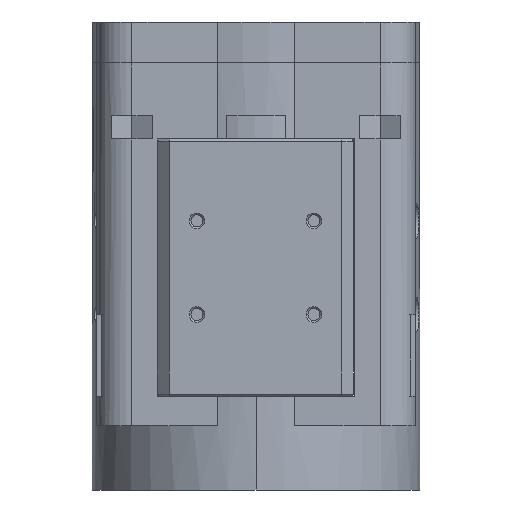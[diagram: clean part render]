
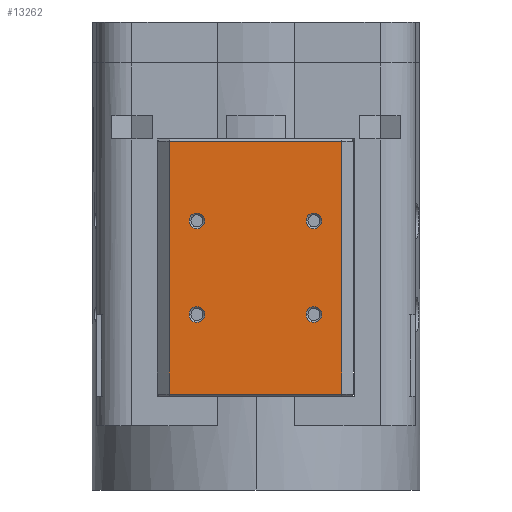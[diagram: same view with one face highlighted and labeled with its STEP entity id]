
A CAD part, front view. The second image highlights one B-rep face of the part: STEP entity #13262.
In plain terms, the highlighted planar face has unit normal (0, -1, 0).
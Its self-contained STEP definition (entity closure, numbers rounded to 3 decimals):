
#8395=DIRECTION('',(1.,0.,0.));
#8396=VECTOR('',#8395,29.5);
#8397=CARTESIAN_POINT('',(-14.75,-44.75,-21.6));
#8398=LINE('',#8397,#8396);
#8403=DIRECTION('',(0.,0.,1.));
#8404=VECTOR('',#8403,43.2);
#8405=CARTESIAN_POINT('',(-14.75,-44.75,-21.6));
#8406=LINE('',#8405,#8404);
#8407=CARTESIAN_POINT('',(-10.,-44.75,8.));
#8408=DIRECTION('',(0.,-1.,0.));
#8409=DIRECTION('',(-1.,0.,0.));
#8410=AXIS2_PLACEMENT_3D('',#8407,#8408,#8409);
#8412=CARTESIAN_POINT('',(-10.,-44.75,8.));
#8413=DIRECTION('',(0.,-1.,0.));
#8414=DIRECTION('',(1.,0.,0.));
#8415=AXIS2_PLACEMENT_3D('',#8412,#8413,#8414);
#8417=CARTESIAN_POINT('',(10.,-44.75,-8.));
#8418=DIRECTION('',(0.,-1.,0.));
#8419=DIRECTION('',(-1.,0.,0.));
#8420=AXIS2_PLACEMENT_3D('',#8417,#8418,#8419);
#8422=CARTESIAN_POINT('',(10.,-44.75,-8.));
#8423=DIRECTION('',(0.,-1.,0.));
#8424=DIRECTION('',(1.,0.,0.));
#8425=AXIS2_PLACEMENT_3D('',#8422,#8423,#8424);
#8427=CARTESIAN_POINT('',(-10.,-44.75,-8.));
#8428=DIRECTION('',(0.,-1.,0.));
#8429=DIRECTION('',(-1.,0.,0.));
#8430=AXIS2_PLACEMENT_3D('',#8427,#8428,#8429);
#8432=CARTESIAN_POINT('',(-10.,-44.75,-8.));
#8433=DIRECTION('',(0.,-1.,0.));
#8434=DIRECTION('',(1.,0.,0.));
#8435=AXIS2_PLACEMENT_3D('',#8432,#8433,#8434);
#8437=CARTESIAN_POINT('',(10.,-44.75,8.));
#8438=DIRECTION('',(0.,-1.,0.));
#8439=DIRECTION('',(-1.,0.,0.));
#8440=AXIS2_PLACEMENT_3D('',#8437,#8438,#8439);
#8442=CARTESIAN_POINT('',(10.,-44.75,8.));
#8443=DIRECTION('',(0.,-1.,0.));
#8444=DIRECTION('',(1.,0.,0.));
#8445=AXIS2_PLACEMENT_3D('',#8442,#8443,#8444);
#8447=DIRECTION('',(-1.,0.,0.));
#8448=VECTOR('',#8447,29.5);
#8449=CARTESIAN_POINT('',(14.75,-44.75,21.6));
#8450=LINE('',#8449,#8448);
#8962=DIRECTION('',(0.,0.,1.));
#8963=VECTOR('',#8962,43.2);
#8964=CARTESIAN_POINT('',(14.75,-44.75,-21.6));
#8965=LINE('',#8964,#8963);
#12157=CARTESIAN_POINT('',(-14.75,-44.75,21.6));
#12158=VERTEX_POINT('',#12157);
#12159=CARTESIAN_POINT('',(-14.75,-44.75,-21.6));
#12160=VERTEX_POINT('',#12159);
#12161=CARTESIAN_POINT('',(14.75,-44.75,21.6));
#12162=VERTEX_POINT('',#12161);
#12163=CARTESIAN_POINT('',(14.75,-44.75,-21.6));
#12164=VERTEX_POINT('',#12163);
#12165=CARTESIAN_POINT('',(-11.35,-44.75,8.));
#12166=CARTESIAN_POINT('',(-8.65,-44.75,8.));
#12167=VERTEX_POINT('',#12165);
#12168=VERTEX_POINT('',#12166);
#12169=CARTESIAN_POINT('',(8.65,-44.75,-8.));
#12170=CARTESIAN_POINT('',(11.35,-44.75,-8.));
#12171=VERTEX_POINT('',#12169);
#12172=VERTEX_POINT('',#12170);
#12173=CARTESIAN_POINT('',(-11.35,-44.75,-8.));
#12174=CARTESIAN_POINT('',(-8.65,-44.75,-8.));
#12175=VERTEX_POINT('',#12173);
#12176=VERTEX_POINT('',#12174);
#12177=CARTESIAN_POINT('',(8.65,-44.75,8.));
#12178=CARTESIAN_POINT('',(11.35,-44.75,8.));
#12179=VERTEX_POINT('',#12177);
#12180=VERTEX_POINT('',#12178);
#13224=CARTESIAN_POINT('',(-16.75,-44.75,-22.));
#13225=DIRECTION('',(0.,-1.,0.));
#13226=DIRECTION('',(1.,0.,0.));
#13227=AXIS2_PLACEMENT_3D('',#13224,#13225,#13226);
#13228=PLANE('',#13227);
#13230=ORIENTED_EDGE('',*,*,#13229,.F.);
#13232=ORIENTED_EDGE('',*,*,#13231,.F.);
#13233=ORIENTED_EDGE('',*,*,#13215,.F.);
#13235=ORIENTED_EDGE('',*,*,#13234,.T.);
#13236=EDGE_LOOP('',(#13230,#13232,#13233,#13235));
#13237=FACE_OUTER_BOUND('',#13236,.F.);
#13239=ORIENTED_EDGE('',*,*,#13238,.T.);
#13241=ORIENTED_EDGE('',*,*,#13240,.T.);
#13242=EDGE_LOOP('',(#13239,#13241));
#13243=FACE_BOUND('',#13242,.F.);
#13245=ORIENTED_EDGE('',*,*,#13244,.T.);
#13247=ORIENTED_EDGE('',*,*,#13246,.T.);
#13248=EDGE_LOOP('',(#13245,#13247));
#13249=FACE_BOUND('',#13248,.F.);
#13251=ORIENTED_EDGE('',*,*,#13250,.T.);
#13253=ORIENTED_EDGE('',*,*,#13252,.T.);
#13254=EDGE_LOOP('',(#13251,#13253));
#13255=FACE_BOUND('',#13254,.F.);
#13257=ORIENTED_EDGE('',*,*,#13256,.T.);
#13259=ORIENTED_EDGE('',*,*,#13258,.T.);
#13260=EDGE_LOOP('',(#13257,#13259));
#13261=FACE_BOUND('',#13260,.F.);
#13262=ADVANCED_FACE('',(#13237,#13243,#13249,#13255,#13261),#13228,.T.);
#8411=CIRCLE('',#8410,1.35);
#8416=CIRCLE('',#8415,1.35);
#8421=CIRCLE('',#8420,1.35);
#8426=CIRCLE('',#8425,1.35);
#8431=CIRCLE('',#8430,1.35);
#8436=CIRCLE('',#8435,1.35);
#8441=CIRCLE('',#8440,1.35);
#8446=CIRCLE('',#8445,1.35);
#13215=EDGE_CURVE('',#12160,#12164,#8398,.T.);
#13229=EDGE_CURVE('',#12162,#12158,#8450,.T.);
#13231=EDGE_CURVE('',#12164,#12162,#8965,.T.);
#13234=EDGE_CURVE('',#12160,#12158,#8406,.T.);
#13238=EDGE_CURVE('',#12167,#12168,#8411,.T.);
#13240=EDGE_CURVE('',#12168,#12167,#8416,.T.);
#13244=EDGE_CURVE('',#12171,#12172,#8421,.T.);
#13246=EDGE_CURVE('',#12172,#12171,#8426,.T.);
#13250=EDGE_CURVE('',#12175,#12176,#8431,.T.);
#13252=EDGE_CURVE('',#12176,#12175,#8436,.T.);
#13256=EDGE_CURVE('',#12179,#12180,#8441,.T.);
#13258=EDGE_CURVE('',#12180,#12179,#8446,.T.);
